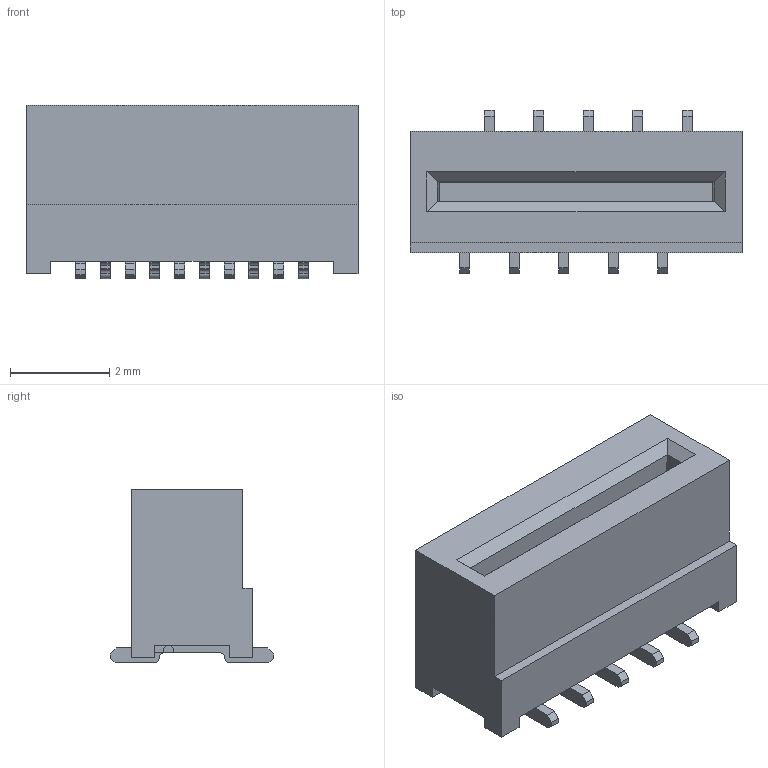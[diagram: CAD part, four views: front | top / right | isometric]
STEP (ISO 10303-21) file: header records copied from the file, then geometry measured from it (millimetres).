
FILE_DESCRIPTION(('FreeCAD Model'),'2;1');
FILE_NAME('Fusion.step','2017-09-13T13:34:25',( 'kicad StepUp'),('ksu MCAD'),'Open CASCADE STEP processor 6.8', 'FreeCAD','Unknown');
FILE_SCHEMA(('AUTOMOTIVE_DESIGN_CC2 { 1 2 10303 214 -1 1 5 4 }'));
Length unit declared in the file: millimetre
Products named in the file (2): ASSEMBLY; Fusion
Assembly tree (1 placements, depth 2):
  ASSEMBLY
    Fusion
Bounding box: 6.7 x 3.3 x 3.5 mm (x, y, z)
Volume: 44.5 mm3; surface area: 134.4 mm2
Topology: 1 solids, 1 shells, 259 faces, 704 edges, 468 vertices
Faces by surface type: plane 189, cylinder 70
Entity records: 9971 total; most frequent: CARTESIAN_POINT 1433, ORIENTED_EDGE 1408, DIRECTION 1366, EDGE_CURVE 704, LINE 564, VECTOR 564, VERTEX_POINT 468, AXIS2_PLACEMENT_3D 401
